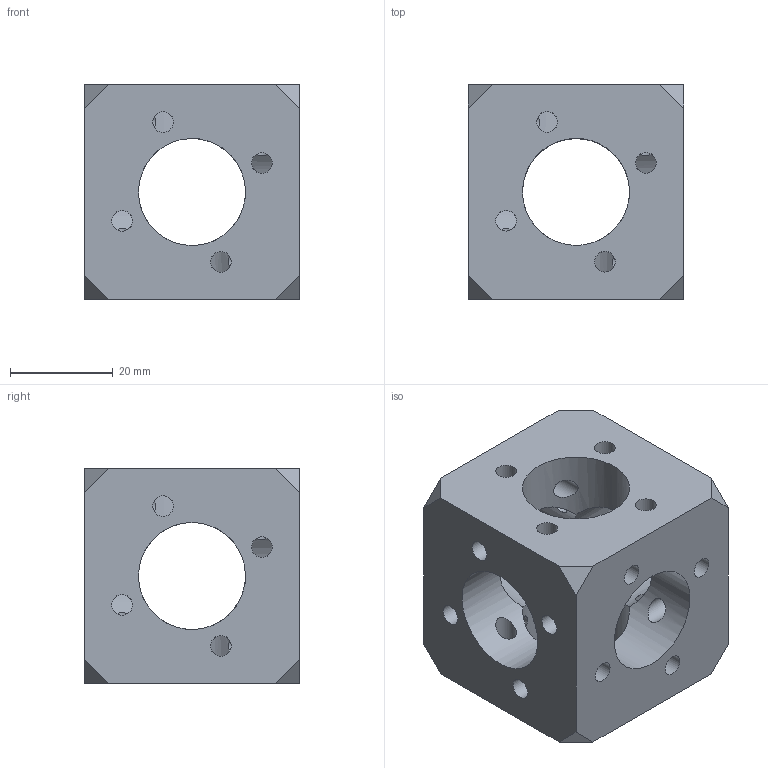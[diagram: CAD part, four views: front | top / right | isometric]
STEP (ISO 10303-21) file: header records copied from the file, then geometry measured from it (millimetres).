
FILE_DESCRIPTION(/* description */ ('Alibre Inc.'),/* implementation_level */ '2;1');
FILE_NAME(/* name */ 'export0',/* time_stamp */ '2017-09-11T11:57:15-07:00',/* author */ (''),/* organization */ (''),/* preprocessor_version */ 'ST-DEVELOPER v14',/* originating_system */ 'Alibre',/* authorisation */ '');
FILE_SCHEMA (('CONFIG_CONTROL_DESIGN'));
Length unit declared in the file: centimetre
Products named in the file (1): ID_1
Bounding box: 41.91 x 41.91 x 41.91 mm (x, y, z)
Volume: 39640 mm3; surface area: 16017.3 mm2
Topology: 1 solids, 1 shells, 44 faces, 176 edges, 124 vertices
Faces by surface type: cylinder 30, plane 14
Full cylindrical faces by diameter (mm): 4.039 x24, 20.828 x6
Entity records: 2352 total; most frequent: CARTESIAN_POINT 1117, ORIENTED_EDGE 204, DIRECTION 188, EDGE_LOOP 128, FACE_BOUND 128, EDGE_CURVE 102, VERTEX_POINT 86, AXIS2_PLACEMENT_3D 83
